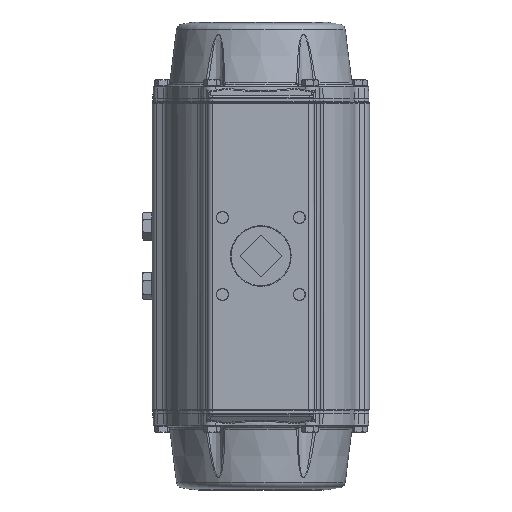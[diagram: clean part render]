
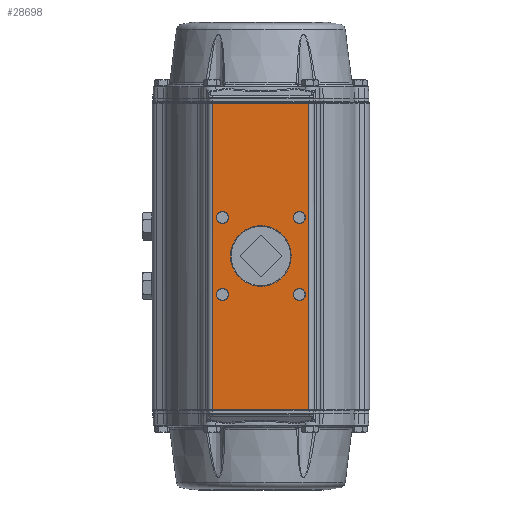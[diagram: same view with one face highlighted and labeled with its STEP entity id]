
A CAD part, front view. The second image highlights one B-rep face of the part: STEP entity #28698.
In plain terms, the highlighted planar face has unit normal (0, -1, 0).
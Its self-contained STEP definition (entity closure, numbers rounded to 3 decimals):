
#1826=FACE_BOUND('',#4471,.T.);
#1827=FACE_BOUND('',#4472,.T.);
#1828=FACE_BOUND('',#4473,.T.);
#1829=FACE_BOUND('',#4474,.T.);
#1830=FACE_BOUND('',#4475,.T.);
#1871=PLANE('',#30541);
#2650=FACE_OUTER_BOUND('',#4470,.T.);
#4470=EDGE_LOOP('',(#19172,#19173,#19174,#19175));
#4471=EDGE_LOOP('',(#19176));
#4472=EDGE_LOOP('',(#19177));
#4473=EDGE_LOOP('',(#19178));
#4474=EDGE_LOOP('',(#19179));
#4475=EDGE_LOOP('',(#19180));
#6335=LINE('',#41887,#8260);
#6336=LINE('',#41889,#8261);
#6337=LINE('',#41891,#8262);
#6338=LINE('',#41892,#8263);
#8260=VECTOR('',#33687,146.);
#8261=VECTOR('',#33688,464.456);
#8262=VECTOR('',#33689,146.);
#8263=VECTOR('',#33690,464.455);
#10184=CIRCLE('',#30538,46.);
#10187=CIRCLE('',#30542,9.25);
#10188=CIRCLE('',#30543,9.25);
#10189=CIRCLE('',#30544,9.25);
#10190=CIRCLE('',#30545,9.25);
#11748=VERTEX_POINT('',#41877);
#11751=VERTEX_POINT('',#41885);
#11752=VERTEX_POINT('',#41886);
#11753=VERTEX_POINT('',#41888);
#11754=VERTEX_POINT('',#41890);
#11755=VERTEX_POINT('',#41893);
#11756=VERTEX_POINT('',#41895);
#11757=VERTEX_POINT('',#41897);
#11758=VERTEX_POINT('',#41899);
#14571=EDGE_CURVE('',#11748,#11748,#10184,.T.);
#14575=EDGE_CURVE('',#11751,#11752,#6335,.T.);
#14576=EDGE_CURVE('',#11753,#11751,#6336,.T.);
#14577=EDGE_CURVE('',#11753,#11754,#6337,.T.);
#14578=EDGE_CURVE('',#11752,#11754,#6338,.T.);
#14579=EDGE_CURVE('',#11755,#11755,#10187,.T.);
#14580=EDGE_CURVE('',#11756,#11756,#10188,.T.);
#14581=EDGE_CURVE('',#11757,#11757,#10189,.T.);
#14582=EDGE_CURVE('',#11758,#11758,#10190,.T.);
#19172=ORIENTED_EDGE('',*,*,#14575,.F.);
#19173=ORIENTED_EDGE('',*,*,#14576,.F.);
#19174=ORIENTED_EDGE('',*,*,#14577,.T.);
#19175=ORIENTED_EDGE('',*,*,#14578,.F.);
#19176=ORIENTED_EDGE('',*,*,#14579,.F.);
#19177=ORIENTED_EDGE('',*,*,#14580,.F.);
#19178=ORIENTED_EDGE('',*,*,#14581,.F.);
#19179=ORIENTED_EDGE('',*,*,#14582,.F.);
#19180=ORIENTED_EDGE('',*,*,#14571,.F.);
#28698=ADVANCED_FACE('',(#2650,#1826,#1827,#1828,#1829,#1830),#1871,.T.);
#30538=AXIS2_PLACEMENT_3D('',#41878,#33678,#33679);
#30541=AXIS2_PLACEMENT_3D('',#41884,#33685,#33686);
#30542=AXIS2_PLACEMENT_3D('',#41894,#33691,#33692);
#30543=AXIS2_PLACEMENT_3D('',#41896,#33693,#33694);
#30544=AXIS2_PLACEMENT_3D('',#41898,#33695,#33696);
#30545=AXIS2_PLACEMENT_3D('',#41900,#33697,#33698);
#33678=DIRECTION('center_axis',(0.,-1.,0.));
#33679=DIRECTION('ref_axis',(-1.,0.,0.));
#33685=DIRECTION('center_axis',(0.,-1.,0.));
#33686=DIRECTION('ref_axis',(0.,0.,-1.));
#33687=DIRECTION('',(1.,0.,0.));
#33688=DIRECTION('',(0.,0.,1.));
#33689=DIRECTION('',(1.,0.,0.));
#33690=DIRECTION('',(0.,0.,-1.));
#33691=DIRECTION('center_axis',(0.,-1.,0.));
#33692=DIRECTION('ref_axis',(0.,0.,1.));
#33693=DIRECTION('center_axis',(0.,-1.,0.));
#33694=DIRECTION('ref_axis',(0.,0.,-1.));
#33695=DIRECTION('center_axis',(0.,-1.,0.));
#33696=DIRECTION('ref_axis',(-1.,0.,0.));
#33697=DIRECTION('center_axis',(0.,-1.,0.));
#33698=DIRECTION('ref_axis',(1.,0.,0.));
#41877=CARTESIAN_POINT('',(46.,-165.,646.734));
#41878=CARTESIAN_POINT('Origin',(0.,-165.,646.734));
#41884=CARTESIAN_POINT('Origin',(81.,-165.,0.));
#41885=CARTESIAN_POINT('',(-73.,-165.,878.689));
#41886=CARTESIAN_POINT('',(73.,-165.,878.689));
#41887=CARTESIAN_POINT('',(-73.,-165.,878.689));
#41888=CARTESIAN_POINT('',(-73.,-165.,414.234));
#41889=CARTESIAN_POINT('',(-73.,-165.,414.234));
#41890=CARTESIAN_POINT('',(73.,-165.,414.234));
#41891=CARTESIAN_POINT('',(-73.,-165.,414.234));
#41892=CARTESIAN_POINT('',(73.,-165.,878.689));
#41893=CARTESIAN_POINT('',(-58.336,-165.,579.147));
#41894=CARTESIAN_POINT('Origin',(-58.336,-165.,588.397));
#41895=CARTESIAN_POINT('',(58.336,-165.,714.32));
#41896=CARTESIAN_POINT('Origin',(58.336,-165.,705.07));
#41897=CARTESIAN_POINT('',(67.586,-165.,588.397));
#41898=CARTESIAN_POINT('Origin',(58.336,-165.,588.397));
#41899=CARTESIAN_POINT('',(-67.586,-165.,705.07));
#41900=CARTESIAN_POINT('Origin',(-58.336,-165.,705.07));
